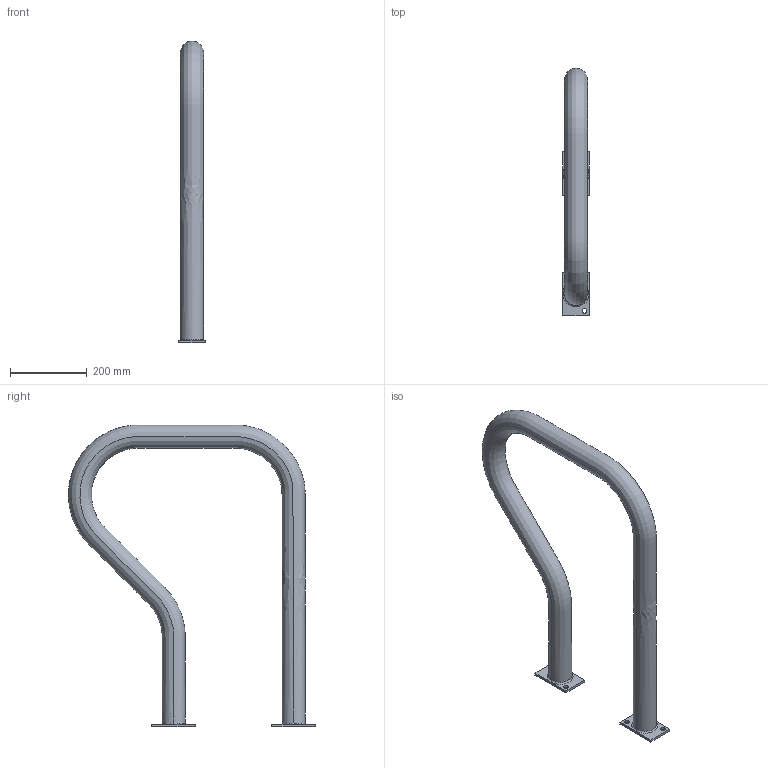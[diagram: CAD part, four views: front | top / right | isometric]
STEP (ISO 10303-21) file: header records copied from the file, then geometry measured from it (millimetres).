
FILE_DESCRIPTION(/* description */ (''),/* implementation_level */ '2;1');
FILE_NAME(/* name */ 'LOCAL2',/* time_stamp */ '2011-08-02T09:38:01-05:00',/* author */ (''),/* organization */ (''),/* preprocessor_version */ 'ST-DEVELOPER v10',/* originating_system */ '',/* authorisation */ '');
FILE_SCHEMA (('CONFIG_CONTROL_DESIGN'));
Length unit declared in the file: inch
Products named in the file (1): 1
Bounding box: 69.85 x 645.91 x 789.03 mm (x, y, z)
Volume: 5856174.3 mm3; surface area: 413724.1 mm2
Topology: 1 solids, 1 shells, 26 faces, 64 edges, 42 vertices
Faces by surface type: bspline 14, plane 12
Entity records: 1666 total; most frequent: CARTESIAN_POINT 1172, ORIENTED_EDGE 128, EDGE_CURVE 64, VERTEX_POINT 42, EDGE_LOOP 36, B_SPLINE_CURVE_WITH_KNOTS 32, ADVANCED_FACE 26, FACE_OUTER_BOUND 26
